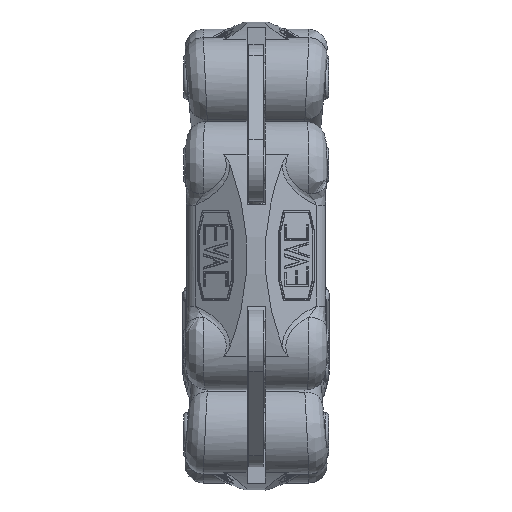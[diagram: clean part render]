
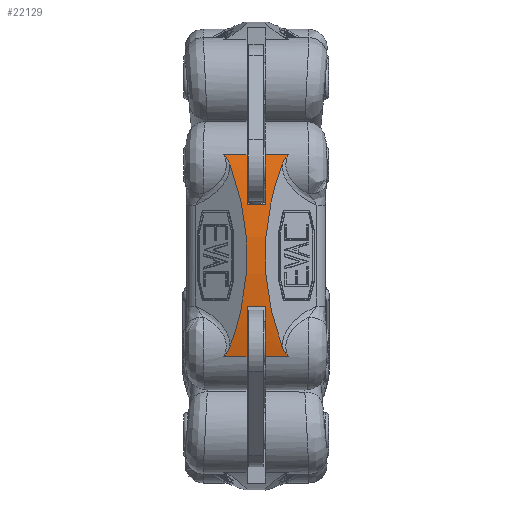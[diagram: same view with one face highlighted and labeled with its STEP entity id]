
A CAD part, top view. The second image highlights one B-rep face of the part: STEP entity #22129.
In plain terms, the highlighted cylindrical face has radius 59 mm (diameter 118 mm), a partial arc.
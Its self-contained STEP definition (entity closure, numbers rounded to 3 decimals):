
#993=B_SPLINE_CURVE_WITH_KNOTS('',3,(#36128,#36129,#36130,#36131,#36132),
 .UNSPECIFIED.,.F.,.F.,(4,1,4),(0.,0.5,1.),.UNSPECIFIED.);
#998=B_SPLINE_CURVE_WITH_KNOTS('',3,(#36841,#36842,#36843,#36844,#36845),
 .UNSPECIFIED.,.F.,.F.,(4,1,4),(0.,0.5,1.),.UNSPECIFIED.);
#999=B_SPLINE_CURVE_WITH_KNOTS('',3,(#36846,#36847,#36848,#36849,#36850),
 .UNSPECIFIED.,.F.,.F.,(4,1,4),(0.,0.5,1.),.UNSPECIFIED.);
#1000=B_SPLINE_CURVE_WITH_KNOTS('',3,(#36851,#36852,#36853,#36854,#36855),
 .UNSPECIFIED.,.F.,.F.,(4,1,4),(0.,0.5,1.),.UNSPECIFIED.);
#1255=LINE('',#33197,#2855);
#1257=LINE('',#33235,#2857);
#1258=LINE('',#33287,#2858);
#1675=LINE('',#34952,#3275);
#1834=LINE('',#36827,#3434);
#1837=LINE('',#36839,#3437);
#2855=VECTOR('',#26032,1000.);
#2857=VECTOR('',#26038,1000.);
#2858=VECTOR('',#26041,1000.);
#3275=VECTOR('',#27722,1000.);
#3434=VECTOR('',#28491,1000.);
#3437=VECTOR('',#28508,1000.);
#4926=CIRCLE('',#24189,59.);
#4927=CIRCLE('',#24192,59.);
#4928=CIRCLE('',#24194,59.);
#4929=CIRCLE('',#24196,59.);
#8092=ORIENTED_EDGE('',*,*,#13685,.T.);
#8093=ORIENTED_EDGE('',*,*,#13687,.T.);
#8094=ORIENTED_EDGE('',*,*,#13688,.T.);
#8095=ORIENTED_EDGE('',*,*,#12549,.F.);
#8096=ORIENTED_EDGE('',*,*,#13694,.T.);
#8097=ORIENTED_EDGE('',*,*,#13676,.T.);
#8098=ORIENTED_EDGE('',*,*,#13695,.T.);
#8099=ORIENTED_EDGE('',*,*,#12543,.T.);
#8100=ORIENTED_EDGE('',*,*,#13691,.T.);
#8101=ORIENTED_EDGE('',*,*,#13693,.T.);
#8102=ORIENTED_EDGE('',*,*,#13689,.T.);
#8103=ORIENTED_EDGE('',*,*,#12538,.T.);
#8104=ORIENTED_EDGE('',*,*,#13696,.T.);
#8105=ORIENTED_EDGE('',*,*,#13682,.T.);
#8106=ORIENTED_EDGE('',*,*,#13529,.T.);
#8107=ORIENTED_EDGE('',*,*,#13392,.F.);
#12538=EDGE_CURVE('',#15901,#15906,#1255,.T.);
#12543=EDGE_CURVE('',#15912,#15911,#1257,.T.);
#12549=EDGE_CURVE('',#15917,#15918,#1258,.T.);
#13392=EDGE_CURVE('',#16492,#16486,#1675,.T.);
#13529=EDGE_CURVE('',#16579,#16486,#993,.T.);
#13676=EDGE_CURVE('',#16581,#16580,#17931,.T.);
#13682=EDGE_CURVE('',#16582,#16579,#17933,.T.);
#13685=EDGE_CURVE('',#16492,#16583,#4926,.T.);
#13687=EDGE_CURVE('',#16583,#16584,#1834,.T.);
#13688=EDGE_CURVE('',#16584,#15918,#4927,.T.);
#13689=EDGE_CURVE('',#16585,#15901,#4928,.T.);
#13691=EDGE_CURVE('',#15911,#16586,#4929,.T.);
#13693=EDGE_CURVE('',#16586,#16585,#1837,.T.);
#13694=EDGE_CURVE('',#15917,#16581,#998,.T.);
#13695=EDGE_CURVE('',#16580,#15912,#999,.T.);
#13696=EDGE_CURVE('',#15906,#16582,#1000,.T.);
#15901=VERTEX_POINT('',#33154);
#15906=VERTEX_POINT('',#33196);
#15911=VERTEX_POINT('',#33234);
#15912=VERTEX_POINT('',#33236);
#15917=VERTEX_POINT('',#33286);
#15918=VERTEX_POINT('',#33288);
#16486=VERTEX_POINT('',#34922);
#16492=VERTEX_POINT('',#34951);
#16579=VERTEX_POINT('',#36133);
#16580=VERTEX_POINT('',#36784);
#16581=VERTEX_POINT('',#36786);
#16582=VERTEX_POINT('',#36818);
#16583=VERTEX_POINT('',#36822);
#16584=VERTEX_POINT('',#36826);
#16585=VERTEX_POINT('',#36832);
#16586=VERTEX_POINT('',#36836);
#17931=ELLIPSE('',#24159,118.,59.);
#17933=ELLIPSE('',#24186,118.,59.);
#18501=EDGE_LOOP('',(#8092,#8093,#8094,#8095,#8096,#8097,#8098,#8099,#8100,
#8101,#8102,#8103,#8104,#8105,#8106,#8107));
#20007=FACE_BOUND('',#18501,.T.);
#21228=CYLINDRICAL_SURFACE('',#24198,59.);
#22129=ADVANCED_FACE('',(#20007),#21228,.T.);
#24159=AXIS2_PLACEMENT_3D('',#36785,#28421,#28422);
#24186=AXIS2_PLACEMENT_3D('',#36817,#28479,#28480);
#24189=AXIS2_PLACEMENT_3D('',#36823,#28486,#28487);
#24192=AXIS2_PLACEMENT_3D('',#36829,#28494,#28495);
#24194=AXIS2_PLACEMENT_3D('',#36831,#28498,#28499);
#24196=AXIS2_PLACEMENT_3D('',#36835,#28503,#28504);
#24198=AXIS2_PLACEMENT_3D('',#36840,#28509,#28510);
#26032=DIRECTION('',(1.,0.,0.));
#26038=DIRECTION('',(1.,0.,0.));
#26041=DIRECTION('',(1.,0.,0.));
#27722=DIRECTION('',(1.,0.,0.));
#28421=DIRECTION('',(0.5,0.,-0.866));
#28422=DIRECTION('',(0.866,0.,0.5));
#28479=DIRECTION('',(-0.5,0.,-0.866));
#28480=DIRECTION('',(-0.866,0.,0.5));
#28486=DIRECTION('',(1.,0.,0.));
#28487=DIRECTION('',(0.,0.236,0.972));
#28491=DIRECTION('',(-1.,0.,0.));
#28494=DIRECTION('',(-1.,0.,0.));
#28495=DIRECTION('',(0.,0.236,0.972));
#28498=DIRECTION('',(1.,0.,0.));
#28499=DIRECTION('',(0.,0.236,0.972));
#28503=DIRECTION('',(-1.,0.,0.));
#28504=DIRECTION('',(0.,0.236,0.972));
#28508=DIRECTION('',(1.,0.,0.));
#28509=DIRECTION('',(1.,0.,0.));
#28510=DIRECTION('',(0.,0.236,0.972));
#33154=CARTESIAN_POINT('',(1.25,-13.915,8.336));
#33196=CARTESIAN_POINT('',(4.45,-13.915,8.336));
#33197=CARTESIAN_POINT('',(1.25,-13.915,8.336));
#33234=CARTESIAN_POINT('',(-1.25,-13.915,8.336));
#33235=CARTESIAN_POINT('',(-4.45,-13.915,8.336));
#33236=CARTESIAN_POINT('',(-4.45,-13.915,8.336));
#33286=CARTESIAN_POINT('',(-4.45,13.915,8.336));
#33287=CARTESIAN_POINT('',(-4.45,13.915,8.336));
#33288=CARTESIAN_POINT('',(-1.25,13.915,8.336));
#34922=CARTESIAN_POINT('',(4.45,13.915,8.336));
#34951=CARTESIAN_POINT('',(1.25,13.915,8.336));
#34952=CARTESIAN_POINT('',(1.25,13.915,8.336));
#36128=CARTESIAN_POINT('',(3.609,12.604,8.638));
#36129=CARTESIAN_POINT('',(3.697,12.836,8.587));
#36130=CARTESIAN_POINT('',(3.95,13.322,8.477));
#36131=CARTESIAN_POINT('',(4.258,13.708,8.386));
#36132=CARTESIAN_POINT('',(4.45,13.915,8.336));
#36133=CARTESIAN_POINT('',(3.609,12.604,8.638));
#36784=CARTESIAN_POINT('',(-3.609,-12.604,8.638));
#36785=CARTESIAN_POINT('',(-103.441,0.,-49.));
#36786=CARTESIAN_POINT('',(-3.609,12.604,8.638));
#36817=CARTESIAN_POINT('',(103.441,0.,-49.));
#36818=CARTESIAN_POINT('',(3.609,-12.604,8.638));
#36822=CARTESIAN_POINT('',(1.25,7.,9.583));
#36823=CARTESIAN_POINT('',(1.25,0.,-49.));
#36826=CARTESIAN_POINT('',(-1.25,7.,9.583));
#36827=CARTESIAN_POINT('',(1.25,7.,9.583));
#36829=CARTESIAN_POINT('',(-1.25,0.,-49.));
#36831=CARTESIAN_POINT('',(1.25,0.,-49.));
#36832=CARTESIAN_POINT('',(1.25,-7.,9.583));
#36835=CARTESIAN_POINT('',(-1.25,0.,-49.));
#36836=CARTESIAN_POINT('',(-1.25,-7.,9.583));
#36839=CARTESIAN_POINT('',(-1.25,-7.,9.583));
#36840=CARTESIAN_POINT('',(0.,0.,-49.));
#36841=CARTESIAN_POINT('',(-4.45,13.915,8.336));
#36842=CARTESIAN_POINT('',(-4.258,13.708,8.386));
#36843=CARTESIAN_POINT('',(-3.951,13.324,8.477));
#36844=CARTESIAN_POINT('',(-3.697,12.837,8.587));
#36845=CARTESIAN_POINT('',(-3.609,12.604,8.638));
#36846=CARTESIAN_POINT('',(-3.609,-12.604,8.638));
#36847=CARTESIAN_POINT('',(-3.697,-12.836,8.587));
#36848=CARTESIAN_POINT('',(-3.95,-13.322,8.477));
#36849=CARTESIAN_POINT('',(-4.258,-13.708,8.386));
#36850=CARTESIAN_POINT('',(-4.45,-13.915,8.336));
#36851=CARTESIAN_POINT('',(4.45,-13.915,8.336));
#36852=CARTESIAN_POINT('',(4.258,-13.708,8.386));
#36853=CARTESIAN_POINT('',(3.951,-13.324,8.477));
#36854=CARTESIAN_POINT('',(3.697,-12.837,8.587));
#36855=CARTESIAN_POINT('',(3.609,-12.604,8.638));
